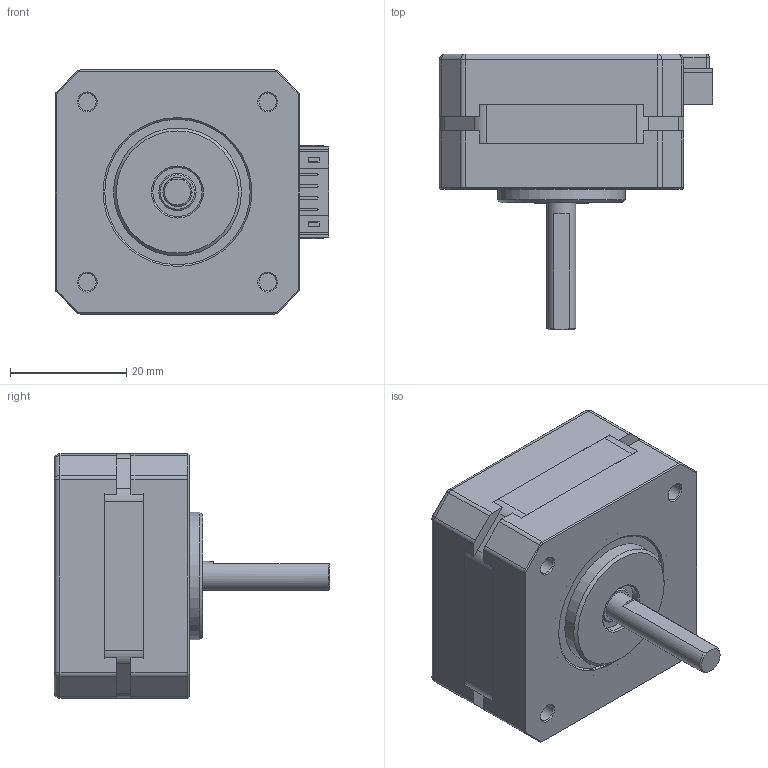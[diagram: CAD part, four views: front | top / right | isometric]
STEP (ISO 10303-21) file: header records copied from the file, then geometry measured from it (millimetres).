
FILE_DESCRIPTION(/* description */ (''),/* implementation_level */ '2;1');
FILE_NAME(/* name */ 'NEMA 17 v1.step',/* time_stamp */ '2025-08-04T09:38:29-04:00',/* author */ (''),/* organization */ (''),/* preprocessor_version */ 'ST-DEVELOPER v20.1',/* originating_system */ 'Autodesk Translation Framework v14.10.0.0',/* authorisation */ '');
FILE_SCHEMA (('AUTOMOTIVE_DESIGN { 1 0 10303 214 3 1 1 }'));
Length unit declared in the file: millimetre
Products named in the file (15): NEMA 17; Body; Body001; Body002; Body003; M3x12-Screw; M3x12-Screw004; M3x12-Screw005; M3x12-Screw006; Body004; Body005; Body006; Array; Body007; Body008
Assembly tree (19 placements, depth 3):
  NEMA 17
    Body
    Body001
    Body002
    Body003
    M3x12-Screw
    M3x12-Screw004
    M3x12-Screw005
    M3x12-Screw006
    Body004
    Body005
    Body006
    Array
      Body007  x6
    Body008
Bounding box: 47 x 47.4 x 42 mm (x, y, z)
Volume: 36206.8 mm3; surface area: 22433.1 mm2
Topology: 18 solids, 18 shells, 404 faces, 992 edges, 627 vertices
Faces by surface type: plane 261, cylinder 81, cone 44, sphere 14, torus 4
Full cylindrical faces by diameter (mm): 3 x20, 5 x2, 5.6 x4, 6.2 x4, 6.4 x2, 8.45 x2, 15 x3, 21 x2, 22 x1, 25.6 x1, 27.872 x1, 30 x1
Entity records: 13282 total; most frequent: CARTESIAN_POINT 4185, DIRECTION 1862, ORIENTED_EDGE 1756, EDGE_CURVE 878, AXIS2_PLACEMENT_3D 696, VERTEX_POINT 567, LINE 470, VECTOR 470
